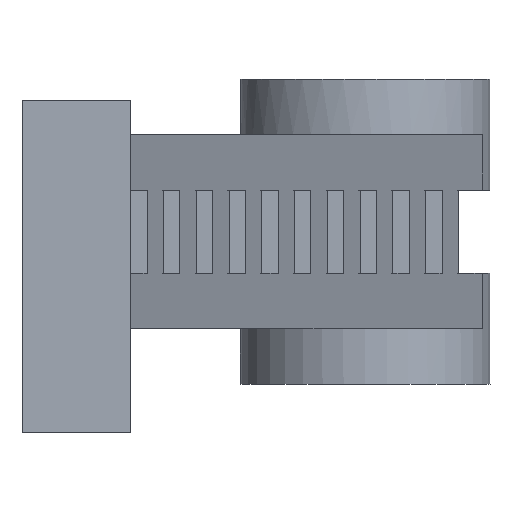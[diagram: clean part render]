
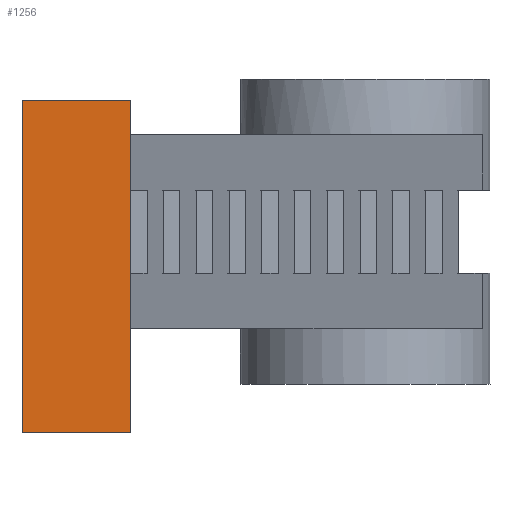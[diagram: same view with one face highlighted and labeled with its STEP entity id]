
A CAD part, front view. The second image highlights one B-rep face of the part: STEP entity #1256.
In plain terms, the highlighted planar face has unit normal (0, -1, 0).
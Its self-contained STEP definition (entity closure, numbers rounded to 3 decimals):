
#110=FACE_OUTER_BOUND('',#191,.T.);
#191=EDGE_LOOP('',(#1129,#1130,#1131,#1132));
#343=LINE('',#1980,#503);
#347=LINE('',#1988,#507);
#350=LINE('',#1993,#510);
#352=LINE('',#1996,#512);
#503=VECTOR('',#1632,10.);
#507=VECTOR('',#1638,10.);
#510=VECTOR('',#1643,10.);
#512=VECTOR('',#1647,10.);
#620=VERTEX_POINT('',#1978);
#621=VERTEX_POINT('',#1979);
#624=VERTEX_POINT('',#1987);
#625=VERTEX_POINT('',#1992);
#786=EDGE_CURVE('',#620,#621,#343,.T.);
#790=EDGE_CURVE('',#624,#620,#347,.T.);
#793=EDGE_CURVE('',#625,#624,#350,.T.);
#795=EDGE_CURVE('',#621,#625,#352,.T.);
#1129=ORIENTED_EDGE('',*,*,#795,.F.);
#1130=ORIENTED_EDGE('',*,*,#786,.F.);
#1131=ORIENTED_EDGE('',*,*,#790,.F.);
#1132=ORIENTED_EDGE('',*,*,#793,.F.);
#1197=PLANE('',#1350);
#1256=ADVANCED_FACE('',(#110),#1197,.F.);
#1350=AXIS2_PLACEMENT_3D('',#1999,#1651,#1652);
#1632=DIRECTION('',(-1.,0.,0.));
#1638=DIRECTION('',(0.,0.,-1.));
#1643=DIRECTION('',(1.,0.,0.));
#1647=DIRECTION('',(0.,0.,1.));
#1651=DIRECTION('center_axis',(0.,1.,0.));
#1652=DIRECTION('ref_axis',(0.,0.,1.));
#1978=CARTESIAN_POINT('',(-42.281,-185.428,-8.75));
#1979=CARTESIAN_POINT('',(-61.881,-185.428,-8.75));
#1980=CARTESIAN_POINT('',(100.,-185.428,-8.75));
#1987=CARTESIAN_POINT('',(-42.281,-185.428,51.25));
#1988=CARTESIAN_POINT('',(-42.281,-185.428,181.25));
#1992=CARTESIAN_POINT('',(-61.881,-185.428,51.25));
#1993=CARTESIAN_POINT('',(-100.,-185.428,51.25));
#1996=CARTESIAN_POINT('',(-61.881,-185.428,-148.75));
#1999=CARTESIAN_POINT('Origin',(-52.081,-185.428,21.25));
